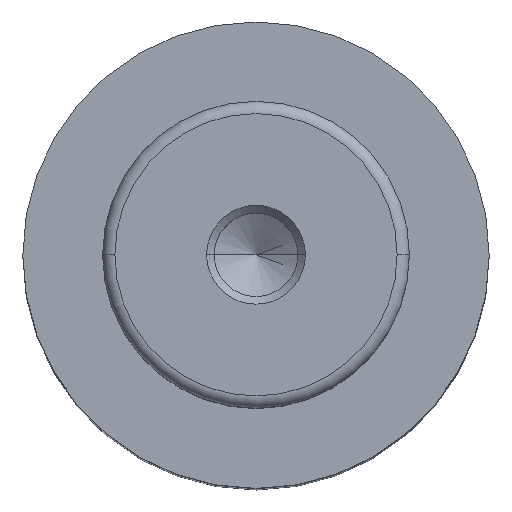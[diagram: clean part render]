
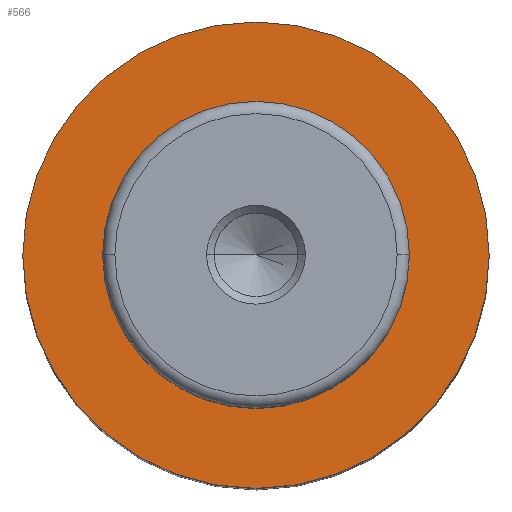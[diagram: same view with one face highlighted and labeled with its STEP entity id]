
A CAD part, top view. The second image highlights one B-rep face of the part: STEP entity #566.
In plain terms, the highlighted planar face has unit normal (0, 0, 1).
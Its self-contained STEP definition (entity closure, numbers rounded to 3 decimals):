
#13 = EDGE_LOOP ( 'NONE', ( #738, #889 ) ) ;
#67 = AXIS2_PLACEMENT_3D ( 'NONE', #923, #915, #359 ) ;
#68 = AXIS2_PLACEMENT_3D ( 'NONE', #391, #959, #222 ) ;
#73 = EDGE_CURVE ( 'NONE', #1045, #1039, #791, .T. ) ;
#99 = CARTESIAN_POINT ( 'NONE',  ( 19., 0., 73. ) ) ;
#115 = EDGE_CURVE ( 'NONE', #619, #551, #481, .T. ) ;
#139 = AXIS2_PLACEMENT_3D ( 'NONE', #519, #807, #344 ) ;
#186 = EDGE_LOOP ( 'NONE', ( #268, #877 ) ) ;
#192 = FACE_BOUND ( 'NONE', #186, .T. ) ;
#195 = DIRECTION ( 'NONE',  ( -1., 0., 0. ) ) ;
#222 = DIRECTION ( 'NONE',  ( -1., 0., 0. ) ) ;
#268 = ORIENTED_EDGE ( 'NONE', *, *, #73, .T. ) ;
#323 = CARTESIAN_POINT ( 'NONE',  ( -19., 0., 73. ) ) ;
#344 = DIRECTION ( 'NONE',  ( 1., 0., 0. ) ) ;
#359 = DIRECTION ( 'NONE',  ( -1., 0., 0. ) ) ;
#391 = CARTESIAN_POINT ( 'NONE',  ( 0., 0., 73. ) ) ;
#411 = CIRCLE ( 'NONE', #666, 12.5 ) ;
#454 = CARTESIAN_POINT ( 'NONE',  ( 0., 0., 73. ) ) ;
#481 = CIRCLE ( 'NONE', #682, 19. ) ;
#519 = CARTESIAN_POINT ( 'NONE',  ( -12.5, 0., 73. ) ) ;
#551 = VERTEX_POINT ( 'NONE', #323 ) ;
#566 = ADVANCED_FACE ( 'NONE', ( #192, #904 ), #780, .T. ) ;
#597 = CIRCLE ( 'NONE', #68, 19. ) ;
#619 = VERTEX_POINT ( 'NONE', #99 ) ;
#645 = CARTESIAN_POINT ( 'NONE',  ( 0., 0., 73. ) ) ;
#666 = AXIS2_PLACEMENT_3D ( 'NONE', #645, #933, #1025 ) ;
#682 = AXIS2_PLACEMENT_3D ( 'NONE', #454, #748, #195 ) ;
#738 = ORIENTED_EDGE ( 'NONE', *, *, #1171, .F. ) ;
#748 = DIRECTION ( 'NONE',  ( 0., 0., -1. ) ) ;
#780 = PLANE ( 'NONE',  #139 ) ;
#791 = CIRCLE ( 'NONE', #67, 12.5 ) ;
#807 = DIRECTION ( 'NONE',  ( 0., 0., 1. ) ) ;
#877 = ORIENTED_EDGE ( 'NONE', *, *, #1010, .T. ) ;
#889 = ORIENTED_EDGE ( 'NONE', *, *, #115, .F. ) ;
#904 = FACE_OUTER_BOUND ( 'NONE', #13, .T. ) ;
#915 = DIRECTION ( 'NONE',  ( 0., 0., -1. ) ) ;
#923 = CARTESIAN_POINT ( 'NONE',  ( 0., 0., 73. ) ) ;
#933 = DIRECTION ( 'NONE',  ( 0., 0., -1. ) ) ;
#959 = DIRECTION ( 'NONE',  ( 0., 0., -1. ) ) ;
#1010 = EDGE_CURVE ( 'NONE', #1039, #1045, #411, .T. ) ;
#1025 = DIRECTION ( 'NONE',  ( -1., 0., 0. ) ) ;
#1039 = VERTEX_POINT ( 'NONE', #1048 ) ;
#1041 = CARTESIAN_POINT ( 'NONE',  ( -12.5, 0., 73. ) ) ;
#1045 = VERTEX_POINT ( 'NONE', #1041 ) ;
#1048 = CARTESIAN_POINT ( 'NONE',  ( 12.5, 0., 73. ) ) ;
#1171 = EDGE_CURVE ( 'NONE', #551, #619, #597, .T. ) ;
